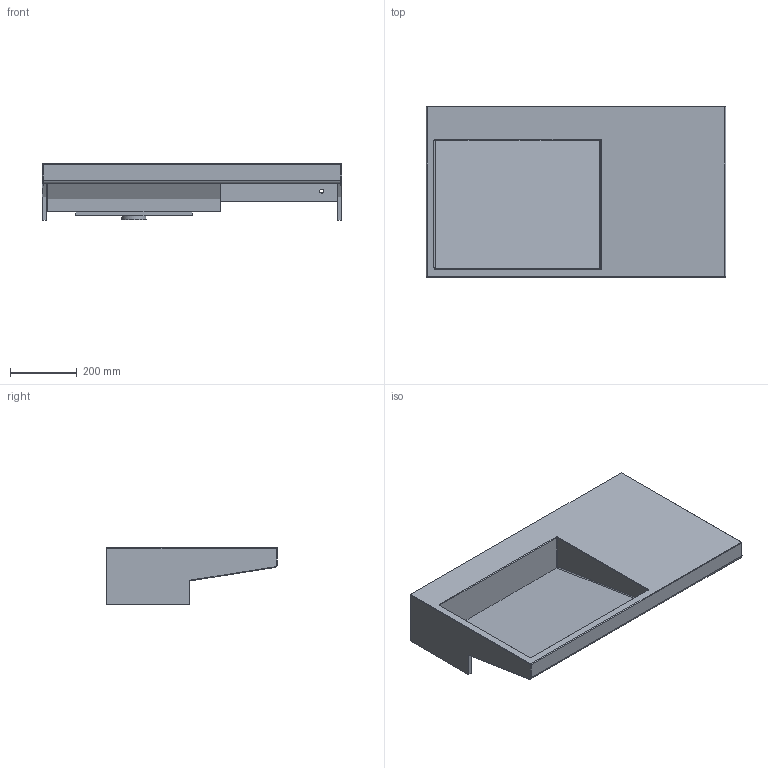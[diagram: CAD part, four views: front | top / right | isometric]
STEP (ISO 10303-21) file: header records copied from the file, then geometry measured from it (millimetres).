
FILE_DESCRIPTION(/* description */ (''),/* implementation_level */ '2;1');
FILE_NAME(/* name */ '4211l-900',/* time_stamp */ '2019-10-18T21:01:20+08:00',/* author */ (''),/* organization */ (''),/* preprocessor_version */ 'ST-DEVELOPER v9',/* originating_system */ 'UGS - NX 4.0',/* authorisation */ '');
FILE_SCHEMA (('CONFIG_CONTROL_DESIGN'));
Length unit declared in the file: millimetre
Products named in the file (1): Admi92CDkmt9
Bounding box: 900 x 513 x 170 mm (x, y, z)
Volume: 12290090.8 mm3; surface area: 1930577.7 mm2
Topology: 2 solids, 2 shells, 178 faces, 499 edges, 320 vertices
Faces by surface type: plane 129, cylinder 40, torus 6, bspline 2, cone 1
Full cylindrical faces by diameter (mm): 6 x10, 12 x2, 50 x1, 74 x1
Entity records: 5814 total; most frequent: CARTESIAN_POINT 1111, ORIENTED_EDGE 958, DIRECTION 916, EDGE_CURVE 479, LINE 380, VECTOR 380, VERTEX_POINT 315, AXIS2_PLACEMENT_3D 268
